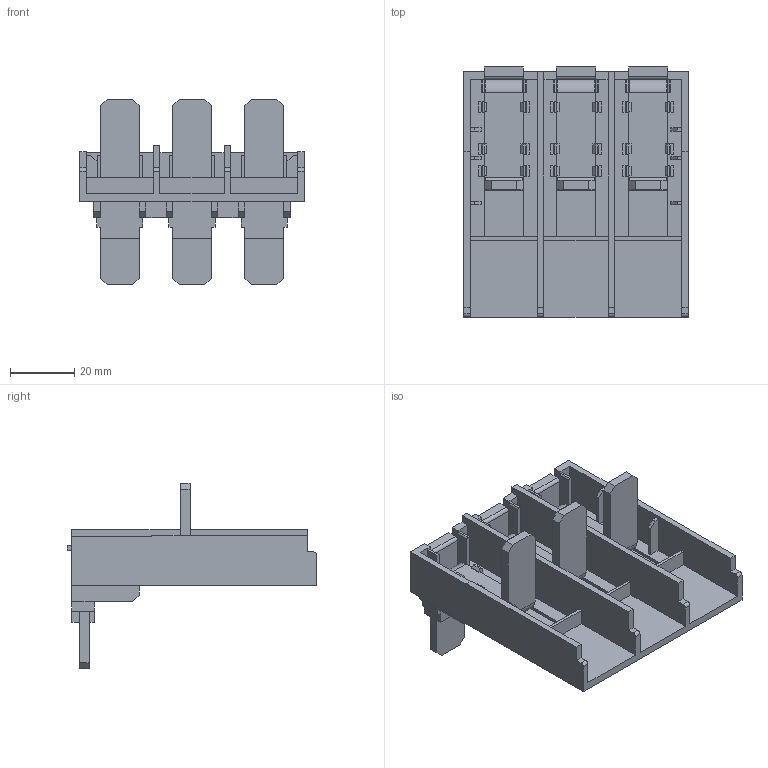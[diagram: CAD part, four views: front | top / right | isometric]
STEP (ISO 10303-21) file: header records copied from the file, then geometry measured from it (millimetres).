
FILE_DESCRIPTION (( 'STEP AP203' ), '1' );
FILE_NAME ('HMX4-LM100-DC.step', '2022-11-01T18:17:15', ( '' ), ( '' ), 'SwSTEP 2.0', 'SolidWorks 2021', '' );
FILE_SCHEMA (( 'CONFIG_CONTROL_DESIGN' ));
Length unit declared in the file: inch
Products named in the file (1): HMX4-LM100-DC
Bounding box: 70 x 78 x 58 mm (x, y, z)
Volume: 34780.4 mm3; surface area: 32795.6 mm2
Topology: 1 solids, 1 shells, 650 faces, 1854 edges, 1170 vertices
Faces by surface type: plane 622, cylinder 28
Entity records: 20685 total; most frequent: ORIENTED_EDGE 3708, CARTESIAN_POINT 3675, DIRECTION 3212, EDGE_CURVE 1854, LINE 1798, VECTOR 1798, VERTEX_POINT 1170, AXIS2_PLACEMENT_3D 707
